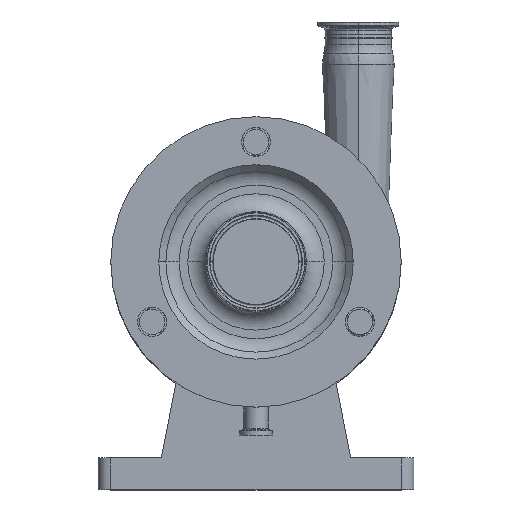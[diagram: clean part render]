
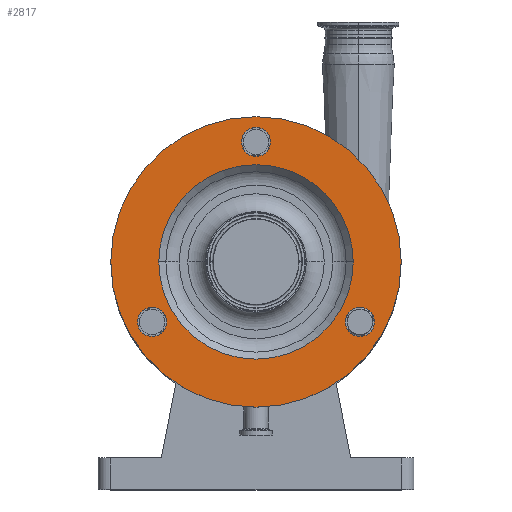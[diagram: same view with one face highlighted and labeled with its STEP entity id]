
A CAD part, top view. The second image highlights one B-rep face of the part: STEP entity #2817.
In plain terms, the highlighted planar face has unit normal (0, 0, 1).
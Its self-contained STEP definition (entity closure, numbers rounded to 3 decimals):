
#2556 = CIRCLE ( 'NONE', #2634, 11.5 ) ;
#2627 = DIRECTION ( 'NONE',  ( -0.5, 0.866, 0. ) ) ;
#2628 = DIRECTION ( 'NONE',  ( 0., 0., 1. ) ) ;
#2629 = CARTESIAN_POINT ( 'NONE',  ( -82.272, -47.5, 215. ) ) ;
#2634 = AXIS2_PLACEMENT_3D ( 'NONE', #2629, #2628, #2627 ) ;
#2766 = EDGE_LOOP ( 'NONE', ( #2804, #2987 ) ) ;
#2804 = ORIENTED_EDGE ( 'NONE', *, *, #4292, .T. ) ;
#2816 = ORIENTED_EDGE ( 'NONE', *, *, #4320, .F. ) ;
#2817 = ADVANCED_FACE ( 'NONE', ( #11856, #11848, #12045, #12040, #12046 ), #11843, .F. ) ;
#2818 = ORIENTED_EDGE ( 'NONE', *, *, #4166, .F. ) ;
#2821 = ORIENTED_EDGE ( 'NONE', *, *, #4099, .F. ) ;
#2846 = EDGE_LOOP ( 'NONE', ( #2873, #2816 ) ) ;
#2848 = ORIENTED_EDGE ( 'NONE', *, *, #2874, .F. ) ;
#2873 = ORIENTED_EDGE ( 'NONE', *, *, #5525, .F. ) ;
#2874 = EDGE_CURVE ( 'NONE', #4050, #4051, #11930, .T. ) ;
#2875 = EDGE_LOOP ( 'NONE', ( #2848, #2821 ) ) ;
#2900 = EDGE_LOOP ( 'NONE', ( #2985, #2818 ) ) ;
#2902 = ORIENTED_EDGE ( 'NONE', *, *, #5613, .F. ) ;
#2919 = ORIENTED_EDGE ( 'NONE', *, *, #4277, .F. ) ;
#2985 = ORIENTED_EDGE ( 'NONE', *, *, #5466, .F. ) ;
#2986 = EDGE_LOOP ( 'NONE', ( #2902, #2919 ) ) ;
#2987 = ORIENTED_EDGE ( 'NONE', *, *, #5390, .T. ) ;
#4050 = VERTEX_POINT ( 'NONE', #8826 ) ;
#4051 = VERTEX_POINT ( 'NONE', #8829 ) ;
#4099 = EDGE_CURVE ( 'NONE', #4051, #4050, #9065, .T. ) ;
#4155 = VERTEX_POINT ( 'NONE', #9351 ) ;
#4165 = VERTEX_POINT ( 'NONE', #9348 ) ;
#4166 = EDGE_CURVE ( 'NONE', #4293, #4165, #9405, .T. ) ;
#4276 = VERTEX_POINT ( 'NONE', #9789 ) ;
#4277 = EDGE_CURVE ( 'NONE', #4336, #4282, #9803, .T. ) ;
#4282 = VERTEX_POINT ( 'NONE', #9762 ) ;
#4287 = VERTEX_POINT ( 'NONE', #9828 ) ;
#4290 = VERTEX_POINT ( 'NONE', #9837 ) ;
#4292 = EDGE_CURVE ( 'NONE', #4290, #4287, #9821, .T. ) ;
#4293 = VERTEX_POINT ( 'NONE', #9829 ) ;
#4320 = EDGE_CURVE ( 'NONE', #4276, #4155, #9747, .T. ) ;
#4336 = VERTEX_POINT ( 'NONE', #9906 ) ;
#5390 = EDGE_CURVE ( 'NONE', #4287, #4290, #18468, .T. ) ;
#5466 = EDGE_CURVE ( 'NONE', #4165, #4293, #19449, .T. ) ;
#5525 = EDGE_CURVE ( 'NONE', #4155, #4276, #19347, .T. ) ;
#5613 = EDGE_CURVE ( 'NONE', #4282, #4336, #2556, .T. ) ;
#8826 = CARTESIAN_POINT ( 'NONE',  ( 77., 0., 215. ) ) ;
#8829 = CARTESIAN_POINT ( 'NONE',  ( -77., 0., 215. ) ) ;
#9065 = CIRCLE ( 'NONE', #9091, 77. ) ;
#9091 = AXIS2_PLACEMENT_3D ( 'NONE', #9174, #9272, #9271 ) ;
#9174 = CARTESIAN_POINT ( 'NONE',  ( 0., 0., 215. ) ) ;
#9271 = DIRECTION ( 'NONE',  ( 1., 0., 0. ) ) ;
#9272 = DIRECTION ( 'NONE',  ( 0., 0., 1. ) ) ;
#9348 = CARTESIAN_POINT ( 'NONE',  ( 11.5, 95., 215. ) ) ;
#9351 = CARTESIAN_POINT ( 'NONE',  ( 76.522, -57.459, 215. ) ) ;
#9405 = CIRCLE ( 'NONE', #9473, 11.5 ) ;
#9467 = DIRECTION ( 'NONE',  ( 1., 0., 0. ) ) ;
#9468 = DIRECTION ( 'NONE',  ( 0., 0., 1. ) ) ;
#9469 = CARTESIAN_POINT ( 'NONE',  ( 0., 95., 215. ) ) ;
#9473 = AXIS2_PLACEMENT_3D ( 'NONE', #9469, #9468, #9467 ) ;
#9737 = DIRECTION ( 'NONE',  ( -0.5, -0.866, 0. ) ) ;
#9738 = DIRECTION ( 'NONE',  ( 0., 0., 1. ) ) ;
#9739 = CARTESIAN_POINT ( 'NONE',  ( 82.272, -47.5, 215. ) ) ;
#9746 = AXIS2_PLACEMENT_3D ( 'NONE', #9739, #9738, #9737 ) ;
#9747 = CIRCLE ( 'NONE', #9746, 11.5 ) ;
#9759 = DIRECTION ( 'NONE',  ( -0.5, 0.866, 0. ) ) ;
#9760 = DIRECTION ( 'NONE',  ( 0., 0., 1. ) ) ;
#9761 = CARTESIAN_POINT ( 'NONE',  ( -82.272, -47.5, 215. ) ) ;
#9762 = CARTESIAN_POINT ( 'NONE',  ( -88.022, -37.541, 215. ) ) ;
#9789 = CARTESIAN_POINT ( 'NONE',  ( 88.022, -37.541, 215. ) ) ;
#9803 = CIRCLE ( 'NONE', #9809, 11.5 ) ;
#9809 = AXIS2_PLACEMENT_3D ( 'NONE', #9761, #9760, #9759 ) ;
#9816 = DIRECTION ( 'NONE',  ( 1., 0., 0. ) ) ;
#9817 = DIRECTION ( 'NONE',  ( 0., 0., 1. ) ) ;
#9818 = CARTESIAN_POINT ( 'NONE',  ( 0., 0., 215. ) ) ;
#9819 = AXIS2_PLACEMENT_3D ( 'NONE', #9818, #9817, #9816 ) ;
#9821 = CIRCLE ( 'NONE', #9819, 115. ) ;
#9828 = CARTESIAN_POINT ( 'NONE',  ( -115., 0., 215. ) ) ;
#9829 = CARTESIAN_POINT ( 'NONE',  ( -11.5, 95., 215. ) ) ;
#9837 = CARTESIAN_POINT ( 'NONE',  ( 115., 0., 215. ) ) ;
#9906 = CARTESIAN_POINT ( 'NONE',  ( -76.522, -57.459, 215. ) ) ;
#11843 = PLANE ( 'NONE',  #12044 ) ;
#11848 = FACE_BOUND ( 'NONE', #2986, .T. ) ;
#11856 = FACE_BOUND ( 'NONE', #2846, .T. ) ;
#11911 = DIRECTION ( 'NONE',  ( 1., 0., 0. ) ) ;
#11912 = DIRECTION ( 'NONE',  ( 0., 0., 1. ) ) ;
#11915 = AXIS2_PLACEMENT_3D ( 'NONE', #11920, #11912, #11911 ) ;
#11920 = CARTESIAN_POINT ( 'NONE',  ( 0., 0., 215. ) ) ;
#11930 = CIRCLE ( 'NONE', #11915, 77. ) ;
#11966 = DIRECTION ( 'NONE',  ( -1., 0., 0. ) ) ;
#12033 = DIRECTION ( 'NONE',  ( 0., 0., -1. ) ) ;
#12034 = CARTESIAN_POINT ( 'NONE',  ( 0., 39., 215. ) ) ;
#12040 = FACE_OUTER_BOUND ( 'NONE', #2766, .T. ) ;
#12044 = AXIS2_PLACEMENT_3D ( 'NONE', #12034, #12033, #11966 ) ;
#12045 = FACE_BOUND ( 'NONE', #2900, .T. ) ;
#12046 = FACE_BOUND ( 'NONE', #2875, .T. ) ;
#18304 = AXIS2_PLACEMENT_3D ( 'NONE', #18387, #18386, #18385 ) ;
#18385 = DIRECTION ( 'NONE',  ( 1., 0., 0. ) ) ;
#18386 = DIRECTION ( 'NONE',  ( 0., 0., 1. ) ) ;
#18387 = CARTESIAN_POINT ( 'NONE',  ( 0., 0., 215. ) ) ;
#18468 = CIRCLE ( 'NONE', #18304, 115. ) ;
#19341 = CARTESIAN_POINT ( 'NONE',  ( 82.272, -47.5, 215. ) ) ;
#19347 = CIRCLE ( 'NONE', #19388, 11.5 ) ;
#19388 = AXIS2_PLACEMENT_3D ( 'NONE', #19341, #19427, #19426 ) ;
#19426 = DIRECTION ( 'NONE',  ( -0.5, -0.866, 0. ) ) ;
#19427 = DIRECTION ( 'NONE',  ( 0., 0., 1. ) ) ;
#19445 = DIRECTION ( 'NONE',  ( 1., 0., 0. ) ) ;
#19446 = DIRECTION ( 'NONE',  ( 0., 0., 1. ) ) ;
#19447 = CARTESIAN_POINT ( 'NONE',  ( 0., 95., 215. ) ) ;
#19448 = AXIS2_PLACEMENT_3D ( 'NONE', #19447, #19446, #19445 ) ;
#19449 = CIRCLE ( 'NONE', #19448, 11.5 ) ;
